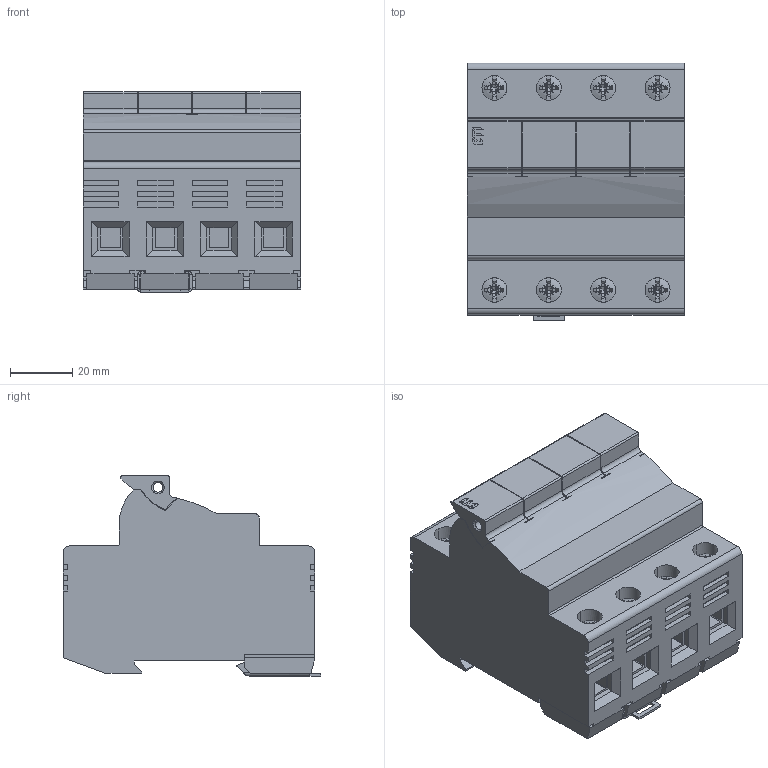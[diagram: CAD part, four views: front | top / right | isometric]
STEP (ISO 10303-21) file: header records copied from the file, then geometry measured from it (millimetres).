
FILE_DESCRIPTION((''),'2;1');
FILE_NAME('EFD10_4P_DIM','2017-09-18T',('matic.bajda'),('Audax d.o.o.'),'CREO PARAMETRIC BY PTC INC, 2016260','CREO PARAMETRIC BY PTC INC, 2016260','');
FILE_SCHEMA(('AUTOMOTIVE_DESIGN { 1 0 10303 214 1 1 1 1 }'));
Length unit declared in the file: millimetre
Products named in the file (1): EFD10_4P_DIM
Bounding box: 70 x 82.89 x 64.35 mm (x, y, z)
Volume: 258258.2 mm3; surface area: 38128.4 mm2
Topology: 1 solids, 1 shells, 917 faces, 2559 edges, 1656 vertices
Faces by surface type: plane 682, cylinder 133, cone 64, sphere 16, bspline 14, torus 8
Entity records: 41444 total; most frequent: CARTESIAN_POINT 10397, ORIENTED_EDGE 5086, DIRECTION 4475, PRESENTATION_STYLE_ASSIGNMENT 2547, STYLED_ITEM 2544, CURVE_STYLE 2543, EDGE_CURVE 2543, VECTOR 1665
